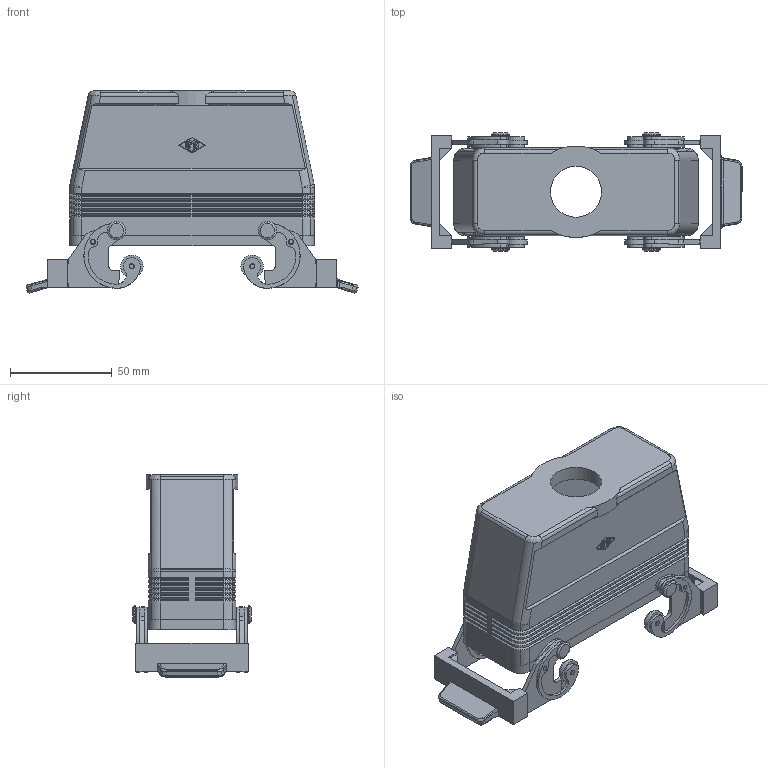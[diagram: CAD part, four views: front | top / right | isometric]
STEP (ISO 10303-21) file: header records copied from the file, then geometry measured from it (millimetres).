
FILE_DESCRIPTION((''),'2;1');
FILE_NAME('MMFV 16 G25.stp','2006-12-21T14:35:39',('CADmaster'),(''),'Autodesk Inventor 7','Autodesk Inventor 7','');
FILE_SCHEMA(('AUTOMOTIVE_DESIGN { 1 0 10303 214 1 1 1 1 }'));
Length unit declared in the file: millimetre
Products named in the file (1): CAV Tüllengehäuse 2 Bügel für einen Einsatz
Bounding box: 162.79 x 58 x 99.08 mm (x, y, z)
Volume: 120329.6 mm3; surface area: 69514.1 mm2
Topology: 1 solids, 5 shells, 902 faces, 2292 edges, 1422 vertices
Faces by surface type: plane 282, bspline 274, cylinder 242, cone 84, torus 16, sphere 4
Entity records: 30257 total; most frequent: CARTESIAN_POINT 8673, ORIENTED_EDGE 4564, DIRECTION 4508, EDGE_CURVE 2282, AXIS2_PLACEMENT_3D 1607, VERTEX_POINT 1422, VECTOR 1294, LINE 1294
